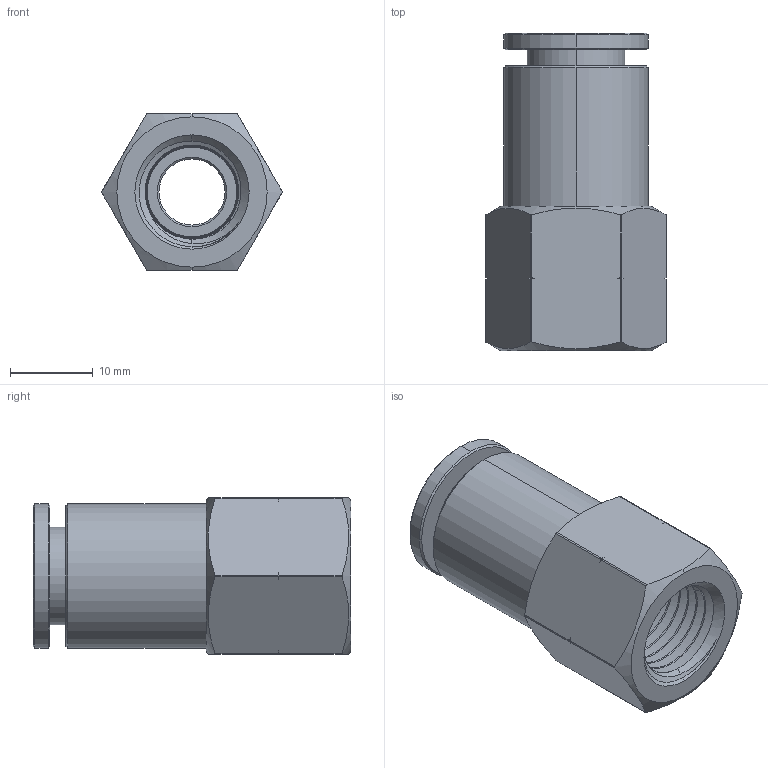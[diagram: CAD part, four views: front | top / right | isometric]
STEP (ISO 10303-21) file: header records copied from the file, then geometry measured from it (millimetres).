
FILE_DESCRIPTION (( 'STEP AP203' ), '1' );
FILE_NAME ('FCS3-8N1-4W.step', '2016-12-28T22:04:45', ( '' ), ( '' ), 'SwSTEP 2.0', 'SolidWorks 2016', '' );
FILE_SCHEMA (( 'CONFIG_CONTROL_DESIGN' ));
Length unit declared in the file: millimetre
Products named in the file (1): FCS3-8N1-4W
Bounding box: 21.88 x 38.46 x 19 mm (x, y, z)
Volume: 6558.9 mm3; surface area: 7518.1 mm2
Topology: 6 solids, 6 shells, 428 faces, 1197 edges, 787 vertices
Faces by surface type: cone 155, plane 142, cylinder 74, bspline 57
Entity records: 18031 total; most frequent: CARTESIAN_POINT 7883, ORIENTED_EDGE 2394, DIRECTION 1749, EDGE_CURVE 1197, VERTEX_POINT 787, AXIS2_PLACEMENT_3D 715, B_SPLINE_CURVE_WITH_KNOTS 535, EDGE_LOOP 446
